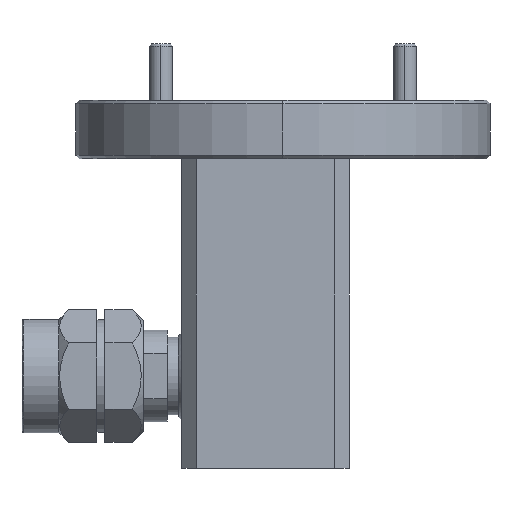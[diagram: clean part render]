
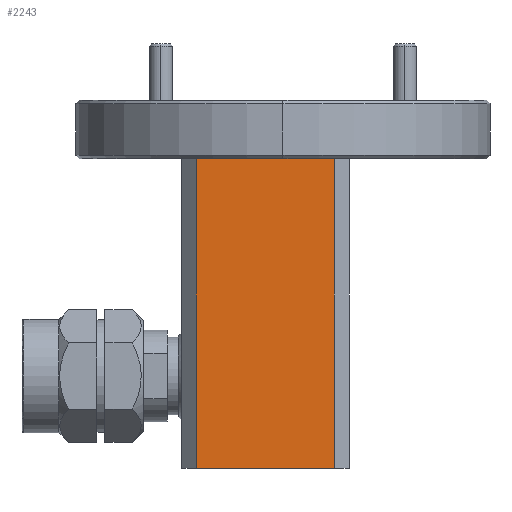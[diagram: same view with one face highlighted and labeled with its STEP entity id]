
A CAD part, left-side view. The second image highlights one B-rep face of the part: STEP entity #2243.
In plain terms, the highlighted planar face has unit normal (-1, 0, 0).
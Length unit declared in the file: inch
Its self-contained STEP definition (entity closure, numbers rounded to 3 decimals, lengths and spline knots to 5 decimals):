
#25 = EDGE_CURVE ( 'NONE', #1191, #5851, #4760, .T. ) ;
#277 = CARTESIAN_POINT ( 'NONE',  ( -0.185, 0.235, -0.16 ) ) ;
#337 = ORIENTED_EDGE ( 'NONE', *, *, #1240, .T. ) ;
#345 = EDGE_CURVE ( 'NONE', #3538, #1191, #1485, .T. ) ;
#568 = CARTESIAN_POINT ( 'NONE',  ( -0.185, -0.18, -0.16 ) ) ;
#625 = DIRECTION ( 'NONE',  ( 0., 0., 1. ) ) ;
#910 = CARTESIAN_POINT ( 'NONE',  ( -0.185, -0.18, -2.58645 ) ) ;
#1091 = VECTOR ( 'NONE', #625, 39.37008 ) ;
#1191 = VERTEX_POINT ( 'NONE', #2487 ) ;
#1240 = EDGE_CURVE ( 'NONE', #5851, #4075, #5852, .T. ) ;
#1290 = FACE_OUTER_BOUND ( 'NONE', #2459, .T. ) ;
#1469 = VECTOR ( 'NONE', #5752, 39.37008 ) ;
#1485 = LINE ( 'NONE', #5287, #1469 ) ;
#1783 = ORIENTED_EDGE ( 'NONE', *, *, #5621, .T. ) ;
#1838 = CARTESIAN_POINT ( 'NONE',  ( -0.185, -0.18, -1. ) ) ;
#2243 = ADVANCED_FACE ( 'NONE', ( #1290 ), #3237, .F. ) ;
#2353 = AXIS2_PLACEMENT_3D ( 'NONE', #910, #5115, #4678 ) ;
#2459 = EDGE_LOOP ( 'NONE', ( #3491, #337, #1783, #2781 ) ) ;
#2487 = CARTESIAN_POINT ( 'NONE',  ( -0.185, 0.235, -1. ) ) ;
#2781 = ORIENTED_EDGE ( 'NONE', *, *, #345, .T. ) ;
#3237 = PLANE ( 'NONE',  #2353 ) ;
#3356 = LINE ( 'NONE', #568, #4879 ) ;
#3491 = ORIENTED_EDGE ( 'NONE', *, *, #25, .T. ) ;
#3538 = VERTEX_POINT ( 'NONE', #277 ) ;
#4075 = VERTEX_POINT ( 'NONE', #4594 ) ;
#4284 = DIRECTION ( 'NONE',  ( 0., 1., 0. ) ) ;
#4485 = CARTESIAN_POINT ( 'NONE',  ( -0.185, -0.14, -2.58645 ) ) ;
#4594 = CARTESIAN_POINT ( 'NONE',  ( -0.185, -0.14, -0.16 ) ) ;
#4678 = DIRECTION ( 'NONE',  ( 0., 1., 0. ) ) ;
#4760 = LINE ( 'NONE', #1838, #4819 ) ;
#4819 = VECTOR ( 'NONE', #5569, 39.37008 ) ;
#4879 = VECTOR ( 'NONE', #4284, 39.37008 ) ;
#5115 = DIRECTION ( 'NONE',  ( 1., 0., 0. ) ) ;
#5287 = CARTESIAN_POINT ( 'NONE',  ( -0.185, 0.235, -2.58645 ) ) ;
#5444 = CARTESIAN_POINT ( 'NONE',  ( -0.185, -0.14, -1. ) ) ;
#5569 = DIRECTION ( 'NONE',  ( 0., -1., 0. ) ) ;
#5621 = EDGE_CURVE ( 'NONE', #4075, #3538, #3356, .T. ) ;
#5752 = DIRECTION ( 'NONE',  ( 0., 0., -1. ) ) ;
#5851 = VERTEX_POINT ( 'NONE', #5444 ) ;
#5852 = LINE ( 'NONE', #4485, #1091 ) ;
